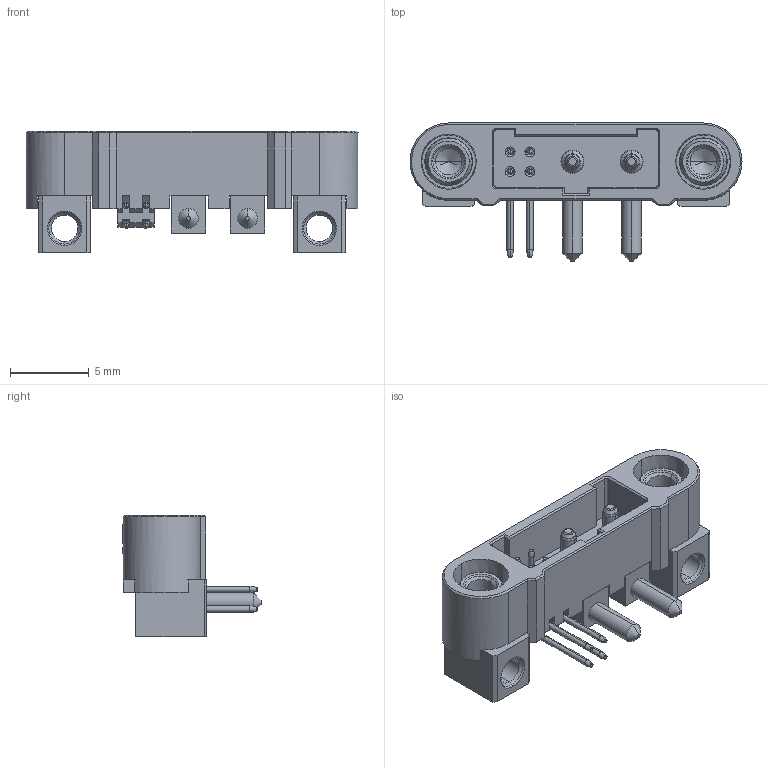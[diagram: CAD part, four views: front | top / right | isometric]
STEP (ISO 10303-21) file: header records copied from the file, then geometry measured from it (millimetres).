
FILE_DESCRIPTION((''),'2;1');
FILE_NAME('G125-MH104M4-02AD000P_ASM','2022-11-02T13:51:32',('rportlock'),(''),'CREO PARAMETRIC BY PTC INC, 2021404','CREO PARAMETRIC BY PTC INC, 2021404','');
FILE_SCHEMA(('CONFIG_CONTROL_DESIGN','SHAPE_APPEARANCE_LAYERS_GROUPS'));
Length unit declared in the file: millimetre
Products named in the file (7): G125-32796-02-04-00; G125-1600005; G125-1060005_BENT; G125-1070005_BENT; G125-4640000; G125_LASER_HWN; G125-MH104M4-02AD000P_ASM
Assembly tree (10 placements, depth 2):
  G125-MH104M4-02AD000P_ASM
    G125-32796-02-04-00
    G125-1600005  x2
    G125-1060005_BENT  x2
    G125-1070005_BENT  x2
    G125-4640000  x2
    G125_LASER_HWN
Bounding box: 21.05 x 8.76 x 7.7 mm (x, y, z)
Volume: 431.4 mm3; surface area: 1211.1 mm2
Topology: 13 solids, 17 shells, 887 faces, 2006 edges, 1158 vertices
Faces by surface type: bspline 436, plane 230, cylinder 119, torus 52, cone 50
Entity records: 28829 total; most frequent: CARTESIAN_POINT 13541, ORIENTED_EDGE 2532, DIRECTION 2052, PRESENTATION_STYLE_ASSIGNMENT 1283, STYLED_ITEM 1283, CURVE_STYLE 1272, EDGE_CURVE 1272, AXIS2_PLACEMENT_3D 760
